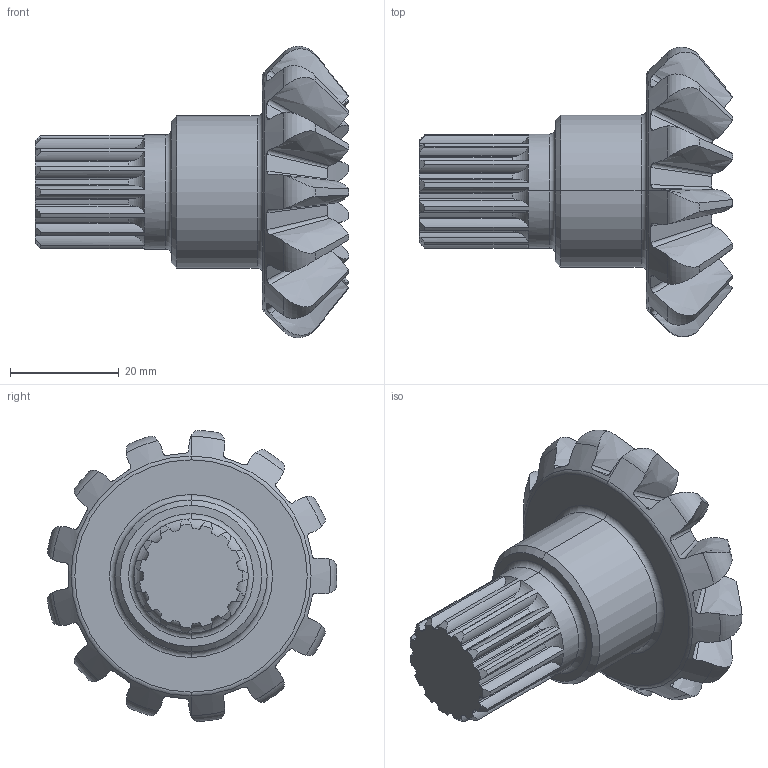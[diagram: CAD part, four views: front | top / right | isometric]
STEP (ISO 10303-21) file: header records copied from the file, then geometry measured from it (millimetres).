
FILE_DESCRIPTION (( 'STEP AP214' ), '1' );
FILE_NAME ('Part 5 (gear 2) step.STEP', '2025-04-09T23:22:47', ( '' ), ( '' ), 'SwSTEP 2.0', 'SolidWorks 2022', '' );
FILE_SCHEMA (( 'AUTOMOTIVE_DESIGN' ));
Length unit declared in the file: millimetre
Products named in the file (1): Part 5 (gear 2) step
Bounding box: 57.65 x 53.31 x 53.62 mm (x, y, z)
Volume: 36533.9 mm3; surface area: 10091.1 mm2
Topology: 1 solids, 1 shells, 228 faces, 662 edges, 438 vertices
Faces by surface type: cylinder 88, bspline 65, torus 36, cone 35, plane 4
Entity records: 10387 total; most frequent: CARTESIAN_POINT 3860, ORIENTED_EDGE 1324, DIRECTION 914, EDGE_CURVE 662, VERTEX_POINT 438, AXIS2_PLACEMENT_3D 376, B_SPLINE_CURVE_WITH_KNOTS 288, EDGE_LOOP 230
